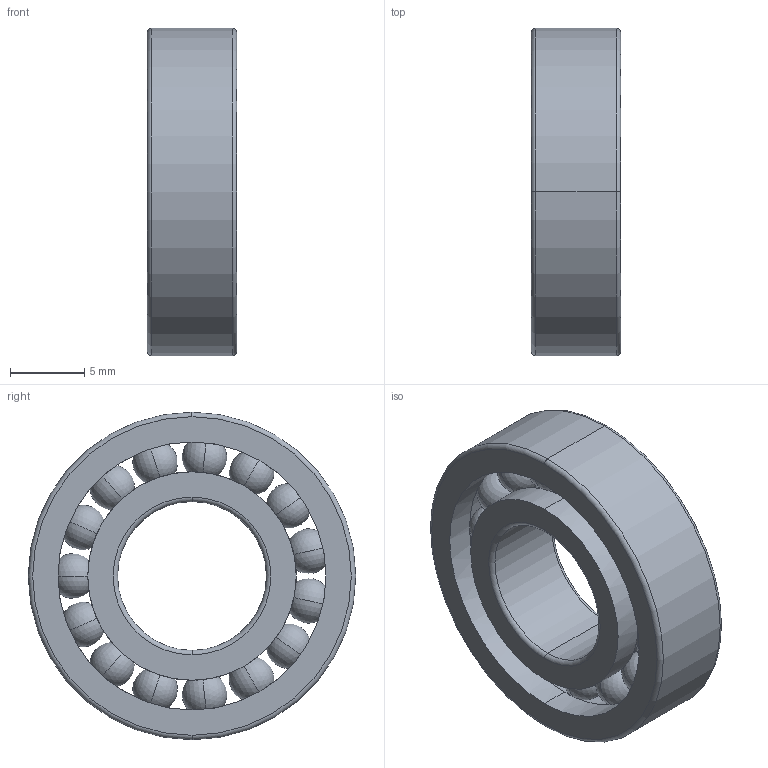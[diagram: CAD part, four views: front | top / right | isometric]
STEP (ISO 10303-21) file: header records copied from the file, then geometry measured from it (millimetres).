
FILE_DESCRIPTION (( 'STEP AP214' ), '1' );
FILE_NAME ('bearing_10x22x6_soarm_moce.STEP', '2026-02-21T18:04:56', ( '' ), ( '' ), 'SwSTEP 2.0', 'SolidWorks 2024', '' );
FILE_SCHEMA (( 'AUTOMOTIVE_DESIGN' ));
Length unit declared in the file: millimetre
Products named in the file (1): bearing_10x22x6_soarm_moce
Bounding box: 6 x 22 x 22 mm (x, y, z)
Volume: 1339 mm3; surface area: 1982.9 mm2
Topology: 1 solids, 1 shells, 102 faces, 491 edges, 333 vertices
Faces by surface type: torus 56, sphere 30, cylinder 12, plane 4
Entity records: 5137 total; most frequent: CARTESIAN_POINT 1947, ORIENTED_EDGE 802, DIRECTION 576, EDGE_CURVE 401, AXIS2_PLACEMENT_3D 282, VERTEX_POINT 273, B_SPLINE_CURVE_WITH_KNOTS 210, CIRCLE 179
